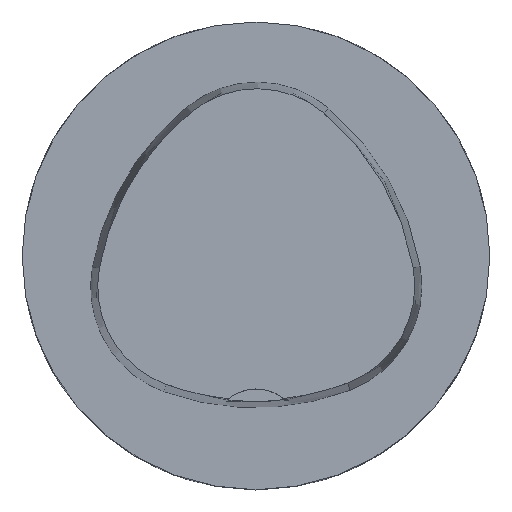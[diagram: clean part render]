
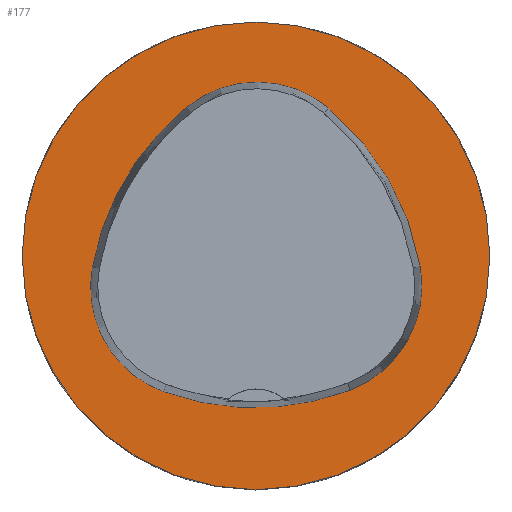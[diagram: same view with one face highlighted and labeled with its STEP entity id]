
A CAD part, top view. The second image highlights one B-rep face of the part: STEP entity #177.
In plain terms, the highlighted planar face has unit normal (0, 0, 1).
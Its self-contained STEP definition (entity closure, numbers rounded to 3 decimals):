
#177=ADVANCED_FACE('',(#249,#250),#215,.T.);
#215=PLANE('',#814);
#249=FACE_BOUND('',#291,.T.);
#250=FACE_BOUND('',#292,.T.);
#291=EDGE_LOOP('',(#440,#441,#442,#443,#444,#445));
#292=EDGE_LOOP('',(#446));
#347=CIRCLE('',#786,31.5);
#348=CIRCLE('',#792,36.0);
#350=CIRCLE('',#795,15.0);
#352=CIRCLE('',#798,36.0);
#354=CIRCLE('',#801,15.0);
#358=CIRCLE('',#806,36.0);
#360=CIRCLE('',#809,15.0);
#440=ORIENTED_EDGE('',*,*,#658,.T.);
#441=ORIENTED_EDGE('',*,*,#638,.T.);
#442=ORIENTED_EDGE('',*,*,#642,.T.);
#443=ORIENTED_EDGE('',*,*,#645,.T.);
#444=ORIENTED_EDGE('',*,*,#648,.T.);
#445=ORIENTED_EDGE('',*,*,#656,.T.);
#446=ORIENTED_EDGE('',*,*,#629,.F.);
#567=VERTEX_POINT('',#1125);
#576=VERTEX_POINT('',#1144);
#577=VERTEX_POINT('',#1145);
#580=VERTEX_POINT('',#1153);
#582=VERTEX_POINT('',#1159);
#584=VERTEX_POINT('',#1165);
#591=VERTEX_POINT('',#1186);
#629=EDGE_CURVE('',#567,#567,#347,.T.);
#638=EDGE_CURVE('',#576,#577,#348,.T.);
#642=EDGE_CURVE('',#577,#580,#350,.T.);
#645=EDGE_CURVE('',#580,#582,#352,.T.);
#648=EDGE_CURVE('',#582,#584,#354,.T.);
#656=EDGE_CURVE('',#584,#591,#358,.T.);
#658=EDGE_CURVE('',#591,#576,#360,.T.);
#786=AXIS2_PLACEMENT_3D('',#1124,#899,#900);
#792=AXIS2_PLACEMENT_3D('',#1143,#915,#916);
#795=AXIS2_PLACEMENT_3D('',#1152,#923,#924);
#798=AXIS2_PLACEMENT_3D('',#1158,#930,#931);
#801=AXIS2_PLACEMENT_3D('',#1164,#937,#938);
#806=AXIS2_PLACEMENT_3D('',#1187,#949,#950);
#809=AXIS2_PLACEMENT_3D('',#1190,#955,#956);
#814=AXIS2_PLACEMENT_3D('',#1195,#965,#966);
#899=DIRECTION('',(0.0,0.0,-1.0));
#900=DIRECTION('',(-1.0,0.0,0.0));
#915=DIRECTION('',(0.0,0.0,-1.0));
#916=DIRECTION('',(-1.0,0.0,0.0));
#923=DIRECTION('',(0.0,0.0,-1.0));
#924=DIRECTION('',(-1.0,0.0,0.0));
#930=DIRECTION('',(0.0,0.0,-1.0));
#931=DIRECTION('',(-1.0,0.0,0.0));
#937=DIRECTION('',(0.0,0.0,-1.0));
#938=DIRECTION('',(-1.0,0.0,0.0));
#949=DIRECTION('',(0.0,0.0,-1.0));
#950=DIRECTION('',(-1.0,0.0,0.0));
#955=DIRECTION('',(0.0,0.0,-1.0));
#956=DIRECTION('',(-1.0,0.0,0.0));
#965=DIRECTION('',(0.0,0.0,1.0));
#966=DIRECTION('',(1.0,0.0,0.0));
#1124=CARTESIAN_POINT('',(0.0,0.0,0.0));
#1125=CARTESIAN_POINT('',(-31.5,0.0,0.0));
#1143=CARTESIAN_POINT('',(13.398,-7.893,0.0));
#1144=CARTESIAN_POINT('',(-22.041,-1.562,0.0));
#1145=CARTESIAN_POINT('',(-9.317,20.036,0.0));
#1152=CARTESIAN_POINT('',(0.148,8.399,0.0));
#1153=CARTESIAN_POINT('',(9.779,19.898,0.0));
#1158=CARTESIAN_POINT('',(-13.337,-7.7,0.0));
#1159=CARTESIAN_POINT('',(22.122,-1.48,0.0));
#1164=CARTESIAN_POINT('',(7.347,-4.071,0.0));
#1165=CARTESIAN_POINT('',(12.693,-18.087,0.0));
#1186=CARTESIAN_POINT('',(-12.373,-18.307,0.0));
#1187=CARTESIAN_POINT('',(-0.137,15.55,0.0));
#1190=CARTESIAN_POINT('',(-7.275,-4.2,0.0));
#1195=CARTESIAN_POINT('',(0.0,0.0,0.0));
